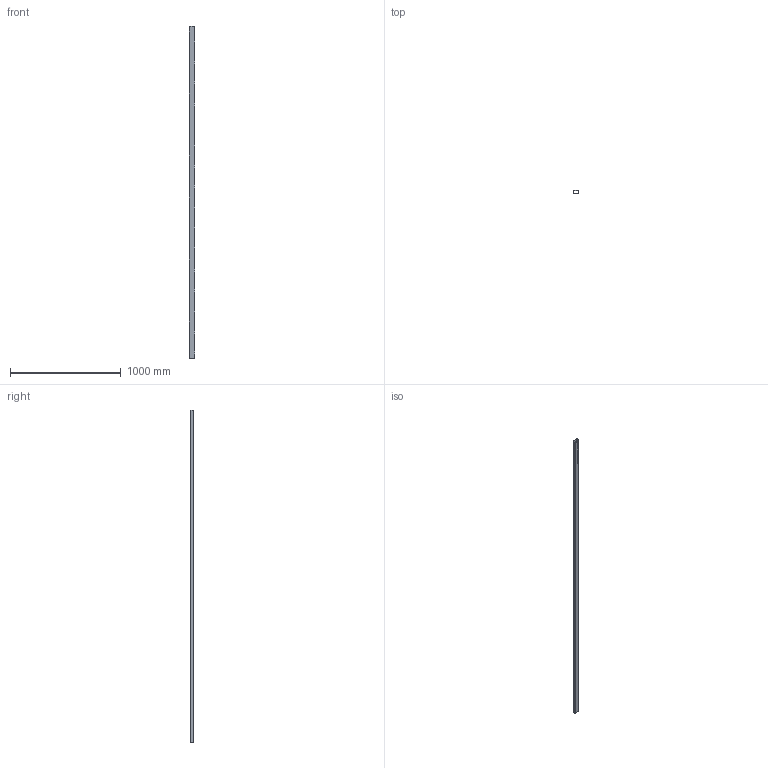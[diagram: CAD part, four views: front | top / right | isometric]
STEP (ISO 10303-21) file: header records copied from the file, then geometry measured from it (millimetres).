
FILE_DESCRIPTION (( 'STEP AP203' ), '1' );
FILE_NAME ('6994.step', '2021-12-22T10:31:30', ( '' ), ( '' ), 'SwSTEP 2.0', 'SolidWorks 2018', '' );
FILE_SCHEMA (( 'CONFIG_CONTROL_DESIGN' ));
Products named in the file (2): 6994
Bounding box: 50 x 30 x 3000 mm (x, y, z)
Volume: 1086632.6 mm3; surface area: 873195.7 mm2
Topology: 1 solids, 1 shells, 1794 faces, 4721 edges, 3546 vertices
Faces by surface type: torus 1104, cylinder 508, plane 107, bspline 75
Entity records: 126096 total; most frequent: CARTESIAN_POINT 87172, ORIENTED_EDGE 9442, DIRECTION 4837, EDGE_CURVE 4721, VERTEX_POINT 3546, B_SPLINE_CURVE_WITH_KNOTS 3354, EDGE_LOOP 2413, ADVANCED_FACE 1794
